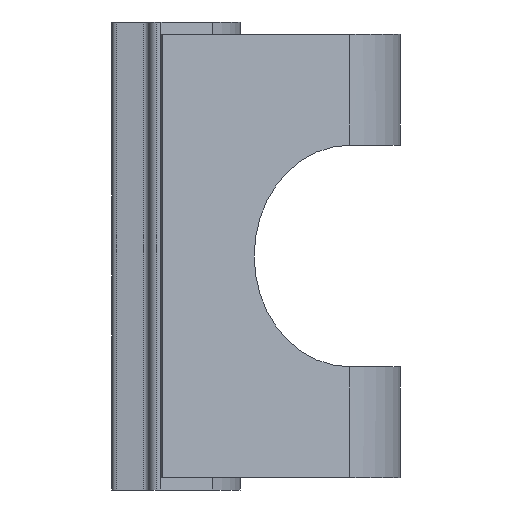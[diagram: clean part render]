
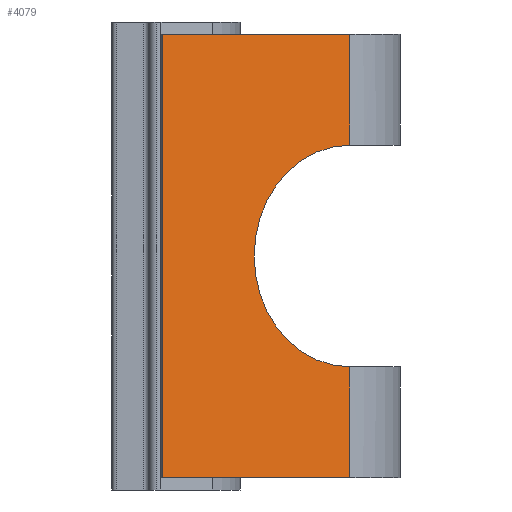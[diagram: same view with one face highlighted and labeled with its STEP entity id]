
A CAD part, left-side view. The second image highlights one B-rep face of the part: STEP entity #4079.
In plain terms, the highlighted planar face has unit normal (-0.866, -0.5, 0).
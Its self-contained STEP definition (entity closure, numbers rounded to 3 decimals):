
#21 = EDGE_CURVE('',#22,#24,#26,.T.);
#22 = VERTEX_POINT('',#23);
#23 = CARTESIAN_POINT('',(-2.625,-9.65,4.5));
#24 = VERTEX_POINT('',#25);
#25 = CARTESIAN_POINT('',(-4.864,-5.773,
    0.));
#26 = SURFACE_CURVE('',#27,(#32,#44),.PCURVE_S1.);
#27 = CIRCLE('',#28,4.5);
#28 = AXIS2_PLACEMENT_3D('',#29,#30,#31);
#29 = CARTESIAN_POINT('',(-2.614,-9.67,
    0.));
#30 = DIRECTION('',(-0.866,-0.5,0.));
#31 = DIRECTION('',(0.5,-0.866,0.));
#32 = PCURVE('',#33,#38);
#33 = CYLINDRICAL_SURFACE('',#34,4.5);
#34 = AXIS2_PLACEMENT_3D('',#35,#36,#37);
#35 = CARTESIAN_POINT('',(-2.441,-9.57,
    0.));
#36 = DIRECTION('',(0.866,0.5,0.));
#37 = DIRECTION('',(0.5,-0.866,0.));
#38 = DEFINITIONAL_REPRESENTATION('',(#39),#43);
#39 = LINE('',#40,#41);
#40 = CARTESIAN_POINT('',(6.283,-0.2));
#41 = VECTOR('',#42,1.);
#42 = DIRECTION('',(-1.,0.));
#43 = ( GEOMETRIC_REPRESENTATION_CONTEXT(2) 
PARAMETRIC_REPRESENTATION_CONTEXT() REPRESENTATION_CONTEXT('2D SPACE',''
  ) );
#44 = PCURVE('',#45,#50);
#45 = PLANE('',#46);
#46 = AXIS2_PLACEMENT_3D('',#47,#48,#49);
#47 = CARTESIAN_POINT('',(-7.019,-2.04,9.));
#48 = DIRECTION('',(0.866,0.5,0.));
#49 = DIRECTION('',(0.,0.,-1.));
#50 = DEFINITIONAL_REPRESENTATION('',(#51),#59);
#51 = ( BOUNDED_CURVE() B_SPLINE_CURVE(2,(#52,#53,#54,#55,#56,#57,#58),
.UNSPECIFIED.,.T.,.F.) B_SPLINE_CURVE_WITH_KNOTS((1,2,2,2,2,1),(
    -2.094,0.,2.094,4.189,6.283,
8.378),.UNSPECIFIED.) CURVE() GEOMETRIC_REPRESENTATION_ITEM() 
RATIONAL_B_SPLINE_CURVE((1.,0.5,1.,0.5,1.,0.5,1.)) REPRESENTATION_ITEM(
  '') );
#52 = CARTESIAN_POINT('',(9.,-13.31));
#53 = CARTESIAN_POINT('',(1.206,-13.31));
#54 = CARTESIAN_POINT('',(5.103,-6.56));
#55 = CARTESIAN_POINT('',(9.,0.19));
#56 = CARTESIAN_POINT('',(12.897,-6.56));
#57 = CARTESIAN_POINT('',(16.794,-13.31));
#58 = CARTESIAN_POINT('',(9.,-13.31));
#59 = ( GEOMETRIC_REPRESENTATION_CONTEXT(2) 
PARAMETRIC_REPRESENTATION_CONTEXT() REPRESENTATION_CONTEXT('2D SPACE',''
  ) );
#100 = CYLINDRICAL_SURFACE('',#101,4.1);
#101 = AXIS2_PLACEMENT_3D('',#102,#103,#104);
#102 = CARTESIAN_POINT('',(0.926,-7.6,9.));
#103 = DIRECTION('',(0.,0.,1.));
#104 = DIRECTION('',(-1.,0.,0.));
#278 = CYLINDRICAL_SURFACE('',#279,4.5);
#279 = AXIS2_PLACEMENT_3D('',#280,#281,#282);
#280 = CARTESIAN_POINT('',(-2.441,-9.57,
    0.));
#281 = DIRECTION('',(0.866,0.5,0.));
#282 = DIRECTION('',(0.5,-0.866,0.));
#1039 = PLANE('',#1040);
#1040 = AXIS2_PLACEMENT_3D('',#1041,#1042,#1043);
#1041 = CARTESIAN_POINT('',(-6.932,-1.99,9.));
#1042 = DIRECTION('',(0.5,-0.866,0.));
#1043 = DIRECTION('',(0.,0.,-1.));
#1190 = VERTEX_POINT('',#1191);
#1191 = CARTESIAN_POINT('',(-2.625,-9.65,9.));
#1206 = PLANE('',#1207);
#1207 = AXIS2_PLACEMENT_3D('',#1208,#1209,#1210);
#1208 = CARTESIAN_POINT('',(0.926,-7.6,9.));
#1209 = DIRECTION('',(0.,0.,1.));
#1210 = DIRECTION('',(1.,0.,-0.));
#1218 = EDGE_CURVE('',#1190,#22,#1219,.T.);
#1219 = SURFACE_CURVE('',#1220,(#1224,#1231),.PCURVE_S1.);
#1220 = LINE('',#1221,#1222);
#1221 = CARTESIAN_POINT('',(-2.625,-9.65,9.));
#1222 = VECTOR('',#1223,1.);
#1223 = DIRECTION('',(-0.,-0.,-1.));
#1224 = PCURVE('',#100,#1225);
#1225 = DEFINITIONAL_REPRESENTATION('',(#1226),#1230);
#1226 = LINE('',#1227,#1228);
#1227 = CARTESIAN_POINT('',(0.524,0.));
#1228 = VECTOR('',#1229,1.);
#1229 = DIRECTION('',(0.,-1.));
#1230 = ( GEOMETRIC_REPRESENTATION_CONTEXT(2) 
PARAMETRIC_REPRESENTATION_CONTEXT() REPRESENTATION_CONTEXT('2D SPACE',''
  ) );
#1231 = PCURVE('',#45,#1232);
#1232 = DEFINITIONAL_REPRESENTATION('',(#1233),#1237);
#1233 = LINE('',#1234,#1235);
#1234 = CARTESIAN_POINT('',(0.,-8.787));
#1235 = VECTOR('',#1236,1.);
#1236 = DIRECTION('',(1.,0.));
#1237 = ( GEOMETRIC_REPRESENTATION_CONTEXT(2) 
PARAMETRIC_REPRESENTATION_CONTEXT() REPRESENTATION_CONTEXT('2D SPACE',''
  ) );
#1659 = PLANE('',#1660);
#1660 = AXIS2_PLACEMENT_3D('',#1661,#1662,#1663);
#1661 = CARTESIAN_POINT('',(0.926,-7.6,-9.));
#1662 = DIRECTION('',(0.,0.,1.));
#1663 = DIRECTION('',(1.,0.,-0.));
#4013 = VERTEX_POINT('',#4014);
#4014 = CARTESIAN_POINT('',(-7.019,-2.04,-9.));
#4035 = EDGE_CURVE('',#4036,#4013,#4038,.T.);
#4036 = VERTEX_POINT('',#4037);
#4037 = CARTESIAN_POINT('',(-7.019,-2.04,9.));
#4038 = SURFACE_CURVE('',#4039,(#4043,#4050),.PCURVE_S1.);
#4039 = LINE('',#4040,#4041);
#4040 = CARTESIAN_POINT('',(-7.019,-2.04,9.));
#4041 = VECTOR('',#4042,1.);
#4042 = DIRECTION('',(-0.,-0.,-1.));
#4043 = PCURVE('',#1039,#4044);
#4044 = DEFINITIONAL_REPRESENTATION('',(#4045),#4049);
#4045 = LINE('',#4046,#4047);
#4046 = CARTESIAN_POINT('',(-0.,-0.1));
#4047 = VECTOR('',#4048,1.);
#4048 = DIRECTION('',(1.,0.));
#4049 = ( GEOMETRIC_REPRESENTATION_CONTEXT(2) 
PARAMETRIC_REPRESENTATION_CONTEXT() REPRESENTATION_CONTEXT('2D SPACE',''
  ) );
#4050 = PCURVE('',#45,#4051);
#4051 = DEFINITIONAL_REPRESENTATION('',(#4052),#4056);
#4052 = LINE('',#4053,#4054);
#4053 = CARTESIAN_POINT('',(0.,0.));
#4054 = VECTOR('',#4055,1.);
#4055 = DIRECTION('',(1.,0.));
#4056 = ( GEOMETRIC_REPRESENTATION_CONTEXT(2) 
PARAMETRIC_REPRESENTATION_CONTEXT() REPRESENTATION_CONTEXT('2D SPACE',''
  ) );
#4079 = ADVANCED_FACE('',(#4080),#45,.F.);
#4080 = FACE_BOUND('',#4081,.T.);
#4081 = EDGE_LOOP('',(#4082,#4112,#4138,#4139,#4140,#4161,#4162));
#4082 = ORIENTED_EDGE('',*,*,#4083,.F.);
#4083 = EDGE_CURVE('',#4084,#4086,#4088,.T.);
#4084 = VERTEX_POINT('',#4085);
#4085 = CARTESIAN_POINT('',(-2.625,-9.65,-4.5));
#4086 = VERTEX_POINT('',#4087);
#4087 = CARTESIAN_POINT('',(-2.625,-9.65,-9.));
#4088 = SURFACE_CURVE('',#4089,(#4093,#4100),.PCURVE_S1.);
#4089 = LINE('',#4090,#4091);
#4090 = CARTESIAN_POINT('',(-2.625,-9.65,9.));
#4091 = VECTOR('',#4092,1.);
#4092 = DIRECTION('',(-0.,-0.,-1.));
#4093 = PCURVE('',#45,#4094);
#4094 = DEFINITIONAL_REPRESENTATION('',(#4095),#4099);
#4095 = LINE('',#4096,#4097);
#4096 = CARTESIAN_POINT('',(0.,-8.787));
#4097 = VECTOR('',#4098,1.);
#4098 = DIRECTION('',(1.,0.));
#4099 = ( GEOMETRIC_REPRESENTATION_CONTEXT(2) 
PARAMETRIC_REPRESENTATION_CONTEXT() REPRESENTATION_CONTEXT('2D SPACE',''
  ) );
#4100 = PCURVE('',#4101,#4106);
#4101 = CYLINDRICAL_SURFACE('',#4102,4.1);
#4102 = AXIS2_PLACEMENT_3D('',#4103,#4104,#4105);
#4103 = CARTESIAN_POINT('',(0.926,-7.6,9.));
#4104 = DIRECTION('',(0.,0.,1.));
#4105 = DIRECTION('',(-1.,0.,0.));
#4106 = DEFINITIONAL_REPRESENTATION('',(#4107),#4111);
#4107 = LINE('',#4108,#4109);
#4108 = CARTESIAN_POINT('',(0.524,0.));
#4109 = VECTOR('',#4110,1.);
#4110 = DIRECTION('',(0.,-1.));
#4111 = ( GEOMETRIC_REPRESENTATION_CONTEXT(2) 
PARAMETRIC_REPRESENTATION_CONTEXT() REPRESENTATION_CONTEXT('2D SPACE',''
  ) );
#4112 = ORIENTED_EDGE('',*,*,#4113,.F.);
#4113 = EDGE_CURVE('',#24,#4084,#4114,.T.);
#4114 = SURFACE_CURVE('',#4115,(#4120,#4131),.PCURVE_S1.);
#4115 = CIRCLE('',#4116,4.5);
#4116 = AXIS2_PLACEMENT_3D('',#4117,#4118,#4119);
#4117 = CARTESIAN_POINT('',(-2.614,-9.67,
    0.));
#4118 = DIRECTION('',(-0.866,-0.5,0.));
#4119 = DIRECTION('',(0.5,-0.866,0.));
#4120 = PCURVE('',#45,#4121);
#4121 = DEFINITIONAL_REPRESENTATION('',(#4122),#4130);
#4122 = ( BOUNDED_CURVE() B_SPLINE_CURVE(2,(#4123,#4124,#4125,#4126,
#4127,#4128,#4129),.UNSPECIFIED.,.T.,.F.) B_SPLINE_CURVE_WITH_KNOTS((1,2
    ,2,2,2,1),(-2.094,0.,2.094,4.189,
6.283,8.378),.UNSPECIFIED.) CURVE() 
GEOMETRIC_REPRESENTATION_ITEM() RATIONAL_B_SPLINE_CURVE((1.,0.5,1.,0.5,
1.,0.5,1.)) REPRESENTATION_ITEM('') );
#4123 = CARTESIAN_POINT('',(9.,-13.31));
#4124 = CARTESIAN_POINT('',(1.206,-13.31));
#4125 = CARTESIAN_POINT('',(5.103,-6.56));
#4126 = CARTESIAN_POINT('',(9.,0.19));
#4127 = CARTESIAN_POINT('',(12.897,-6.56));
#4128 = CARTESIAN_POINT('',(16.794,-13.31));
#4129 = CARTESIAN_POINT('',(9.,-13.31));
#4130 = ( GEOMETRIC_REPRESENTATION_CONTEXT(2) 
PARAMETRIC_REPRESENTATION_CONTEXT() REPRESENTATION_CONTEXT('2D SPACE',''
  ) );
#4131 = PCURVE('',#278,#4132);
#4132 = DEFINITIONAL_REPRESENTATION('',(#4133),#4137);
#4133 = LINE('',#4134,#4135);
#4134 = CARTESIAN_POINT('',(6.283,-0.2));
#4135 = VECTOR('',#4136,1.);
#4136 = DIRECTION('',(-1.,0.));
#4137 = ( GEOMETRIC_REPRESENTATION_CONTEXT(2) 
PARAMETRIC_REPRESENTATION_CONTEXT() REPRESENTATION_CONTEXT('2D SPACE',''
  ) );
#4138 = ORIENTED_EDGE('',*,*,#21,.F.);
#4139 = ORIENTED_EDGE('',*,*,#1218,.F.);
#4140 = ORIENTED_EDGE('',*,*,#4141,.F.);
#4141 = EDGE_CURVE('',#4036,#1190,#4142,.T.);
#4142 = SURFACE_CURVE('',#4143,(#4147,#4154),.PCURVE_S1.);
#4143 = LINE('',#4144,#4145);
#4144 = CARTESIAN_POINT('',(-7.019,-2.04,9.));
#4145 = VECTOR('',#4146,1.);
#4146 = DIRECTION('',(0.5,-0.866,0.));
#4147 = PCURVE('',#45,#4148);
#4148 = DEFINITIONAL_REPRESENTATION('',(#4149),#4153);
#4149 = LINE('',#4150,#4151);
#4150 = CARTESIAN_POINT('',(0.,0.));
#4151 = VECTOR('',#4152,1.);
#4152 = DIRECTION('',(0.,-1.));
#4153 = ( GEOMETRIC_REPRESENTATION_CONTEXT(2) 
PARAMETRIC_REPRESENTATION_CONTEXT() REPRESENTATION_CONTEXT('2D SPACE',''
  ) );
#4154 = PCURVE('',#1206,#4155);
#4155 = DEFINITIONAL_REPRESENTATION('',(#4156),#4160);
#4156 = LINE('',#4157,#4158);
#4157 = CARTESIAN_POINT('',(-7.944,5.56));
#4158 = VECTOR('',#4159,1.);
#4159 = DIRECTION('',(0.5,-0.866));
#4160 = ( GEOMETRIC_REPRESENTATION_CONTEXT(2) 
PARAMETRIC_REPRESENTATION_CONTEXT() REPRESENTATION_CONTEXT('2D SPACE',''
  ) );
#4161 = ORIENTED_EDGE('',*,*,#4035,.T.);
#4162 = ORIENTED_EDGE('',*,*,#4163,.T.);
#4163 = EDGE_CURVE('',#4013,#4086,#4164,.T.);
#4164 = SURFACE_CURVE('',#4165,(#4169,#4176),.PCURVE_S1.);
#4165 = LINE('',#4166,#4167);
#4166 = CARTESIAN_POINT('',(-7.019,-2.04,-9.));
#4167 = VECTOR('',#4168,1.);
#4168 = DIRECTION('',(0.5,-0.866,0.));
#4169 = PCURVE('',#45,#4170);
#4170 = DEFINITIONAL_REPRESENTATION('',(#4171),#4175);
#4171 = LINE('',#4172,#4173);
#4172 = CARTESIAN_POINT('',(18.,0.));
#4173 = VECTOR('',#4174,1.);
#4174 = DIRECTION('',(0.,-1.));
#4175 = ( GEOMETRIC_REPRESENTATION_CONTEXT(2) 
PARAMETRIC_REPRESENTATION_CONTEXT() REPRESENTATION_CONTEXT('2D SPACE',''
  ) );
#4176 = PCURVE('',#1659,#4177);
#4177 = DEFINITIONAL_REPRESENTATION('',(#4178),#4182);
#4178 = LINE('',#4179,#4180);
#4179 = CARTESIAN_POINT('',(-7.944,5.56));
#4180 = VECTOR('',#4181,1.);
#4181 = DIRECTION('',(0.5,-0.866));
#4182 = ( GEOMETRIC_REPRESENTATION_CONTEXT(2) 
PARAMETRIC_REPRESENTATION_CONTEXT() REPRESENTATION_CONTEXT('2D SPACE',''
  ) );
